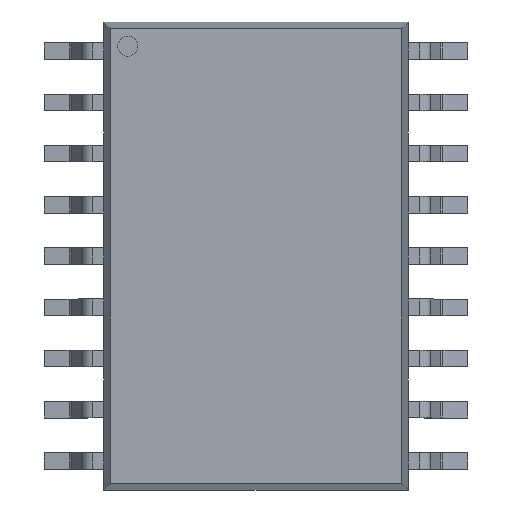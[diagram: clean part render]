
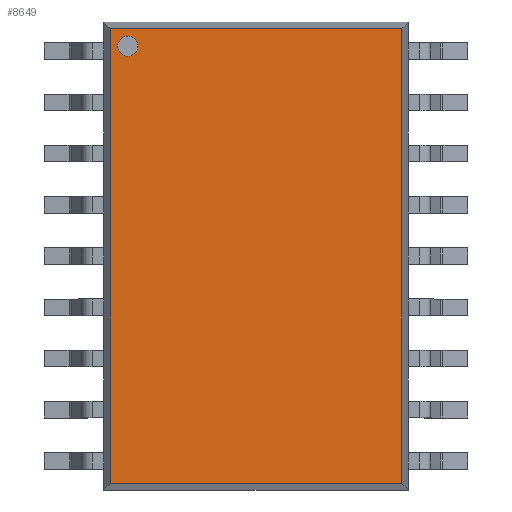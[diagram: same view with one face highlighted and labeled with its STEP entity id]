
A CAD part, top view. The second image highlights one B-rep face of the part: STEP entity #8649.
In plain terms, the highlighted planar face has unit normal (0, 0, 1).
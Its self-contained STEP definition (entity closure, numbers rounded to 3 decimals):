
#153 = EDGE_CURVE ( 'NONE', #7473, #3855, #4599, .T. ) ;
#211 = EDGE_LOOP ( 'NONE', ( #1699, #3431, #6944, #6582 ) ) ;
#626 = ORIENTED_EDGE ( 'NONE', *, *, #4929, .F. ) ;
#780 = VECTOR ( 'NONE', #4637, 1000. ) ;
#1211 = DIRECTION ( 'NONE',  ( 0., 0., 1. ) ) ;
#1254 = FACE_BOUND ( 'NONE', #3858, .T. ) ;
#1299 = FACE_OUTER_BOUND ( 'NONE', #211, .T. ) ;
#1346 = AXIS2_PLACEMENT_3D ( 'NONE', #1883, #1211, #3913 ) ;
#1409 = DIRECTION ( 'NONE',  ( 0., 0., 1. ) ) ;
#1699 = ORIENTED_EDGE ( 'NONE', *, *, #3544, .T. ) ;
#1883 = CARTESIAN_POINT ( 'NONE',  ( 0., 0., 2.65 ) ) ;
#1948 = CARTESIAN_POINT ( 'NONE',  ( -3.175, 5.2, 2.65 ) ) ;
#2270 = CARTESIAN_POINT ( 'NONE',  ( -3.175, 5.2, 2.65 ) ) ;
#2316 = AXIS2_PLACEMENT_3D ( 'NONE', #1948, #1409, #6820 ) ;
#2544 = VECTOR ( 'NONE', #6703, 1000. ) ;
#2693 = CARTESIAN_POINT ( 'NONE',  ( -3.61, -5.635, 2.65 ) ) ;
#2832 = CARTESIAN_POINT ( 'NONE',  ( 3.61, 5.8, 2.65 ) ) ;
#2990 = VECTOR ( 'NONE', #6942, 1000. ) ;
#3431 = ORIENTED_EDGE ( 'NONE', *, *, #5636, .T. ) ;
#3544 = EDGE_CURVE ( 'NONE', #7432, #7484, #8738, .T. ) ;
#3580 = LINE ( 'NONE', #2832, #6751 ) ;
#3839 = CARTESIAN_POINT ( 'NONE',  ( -3.775, 5.635, 2.65 ) ) ;
#3855 = VERTEX_POINT ( 'NONE', #7321 ) ;
#3858 = EDGE_LOOP ( 'NONE', ( #6971, #626 ) ) ;
#3913 = DIRECTION ( 'NONE',  ( 1., 0., 0. ) ) ;
#4185 = LINE ( 'NONE', #6328, #2990 ) ;
#4586 = CARTESIAN_POINT ( 'NONE',  ( -3.61, 5.635, 2.65 ) ) ;
#4599 = LINE ( 'NONE', #4687, #2544 ) ;
#4637 = DIRECTION ( 'NONE',  ( -1., 0., 0. ) ) ;
#4687 = CARTESIAN_POINT ( 'NONE',  ( 3.775, -5.635, 2.65 ) ) ;
#4762 = CARTESIAN_POINT ( 'NONE',  ( -2.925, 5.2, 2.65 ) ) ;
#4929 = EDGE_CURVE ( 'NONE', #5181, #6486, #6483, .T. ) ;
#5040 = AXIS2_PLACEMENT_3D ( 'NONE', #2270, #6396, #8431 ) ;
#5181 = VERTEX_POINT ( 'NONE', #7273 ) ;
#5636 = EDGE_CURVE ( 'NONE', #7484, #7473, #4185, .T. ) ;
#5997 = PLANE ( 'NONE',  #1346 ) ;
#6290 = DIRECTION ( 'NONE',  ( 0., 1., 0. ) ) ;
#6328 = CARTESIAN_POINT ( 'NONE',  ( -3.61, -5.8, 2.65 ) ) ;
#6396 = DIRECTION ( 'NONE',  ( 0., 0., 1. ) ) ;
#6483 = CIRCLE ( 'NONE', #5040, 0.25 ) ;
#6486 = VERTEX_POINT ( 'NONE', #4762 ) ;
#6578 = EDGE_CURVE ( 'NONE', #3855, #7432, #3580, .T. ) ;
#6582 = ORIENTED_EDGE ( 'NONE', *, *, #6578, .T. ) ;
#6703 = DIRECTION ( 'NONE',  ( 1., 0., 0. ) ) ;
#6751 = VECTOR ( 'NONE', #6290, 1000. ) ;
#6820 = DIRECTION ( 'NONE',  ( 1., 0., 0. ) ) ;
#6942 = DIRECTION ( 'NONE',  ( 0., -1., 0. ) ) ;
#6944 = ORIENTED_EDGE ( 'NONE', *, *, #153, .T. ) ;
#6971 = ORIENTED_EDGE ( 'NONE', *, *, #7438, .F. ) ;
#7269 = CIRCLE ( 'NONE', #2316, 0.25 ) ;
#7273 = CARTESIAN_POINT ( 'NONE',  ( -3.425, 5.2, 2.65 ) ) ;
#7321 = CARTESIAN_POINT ( 'NONE',  ( 3.61, -5.635, 2.65 ) ) ;
#7432 = VERTEX_POINT ( 'NONE', #8647 ) ;
#7438 = EDGE_CURVE ( 'NONE', #6486, #5181, #7269, .T. ) ;
#7473 = VERTEX_POINT ( 'NONE', #2693 ) ;
#7484 = VERTEX_POINT ( 'NONE', #4586 ) ;
#8431 = DIRECTION ( 'NONE',  ( 1., 0., 0. ) ) ;
#8647 = CARTESIAN_POINT ( 'NONE',  ( 3.61, 5.635, 2.65 ) ) ;
#8649 = ADVANCED_FACE ( 'NONE', ( #1254, #1299 ), #5997, .T. ) ;
#8738 = LINE ( 'NONE', #3839, #780 ) ;
